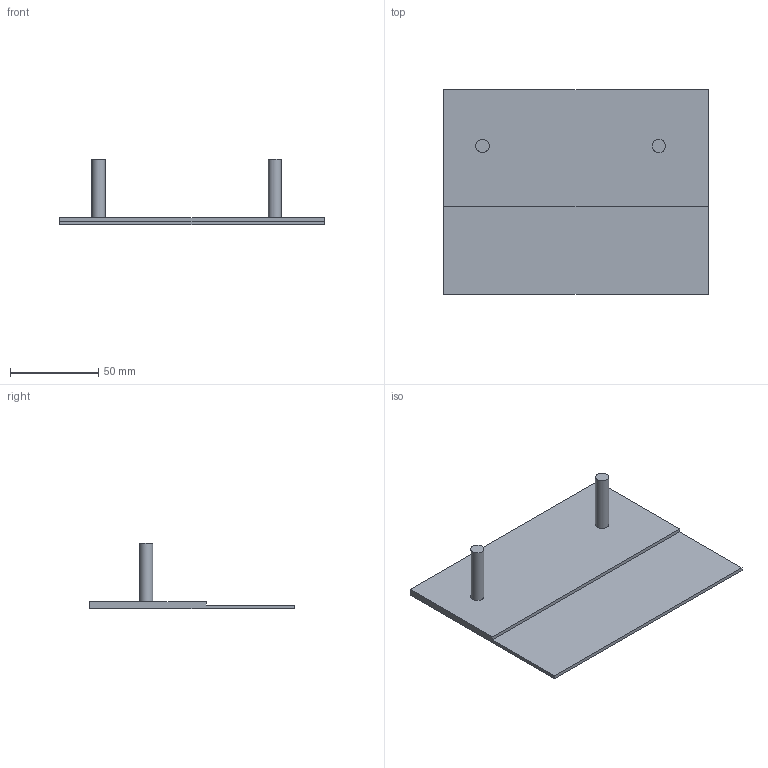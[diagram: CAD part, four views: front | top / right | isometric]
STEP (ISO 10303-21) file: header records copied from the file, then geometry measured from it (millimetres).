
FILE_DESCRIPTION(('HOOPS Exchange Step'),'2;1');
FILE_NAME('temp_export','2023-06-30T10:05:43+01:00',('igorn'),('Shapr3D Limited'),'HOOPS Exchange 2022.2','Shapr3D','Authorized');
FILE_SCHEMA( ('AUTOMOTIVE_DESIGN { 1 0 10303 214 1 1 1 1 }') );
Length unit declared in the file: millimetre
Products named in the file (1): floor 2 n2
Bounding box: 150 x 116.11 x 37 mm (x, y, z)
Volume: 57582.8 mm3; surface area: 38317.5 mm2
Topology: 1 solids, 1 shells, 12 faces, 26 edges, 18 vertices
Faces by surface type: plane 10, cylinder 2
Full cylindrical faces by diameter (mm): 7.5 x2
Entity records: 356 total; most frequent: DIRECTION 58, CARTESIAN_POINT 57, ORIENTED_EDGE 52, EDGE_CURVE 26, VECTOR 20, LINE 20, AXIS2_PLACEMENT_3D 19, VERTEX_POINT 18
